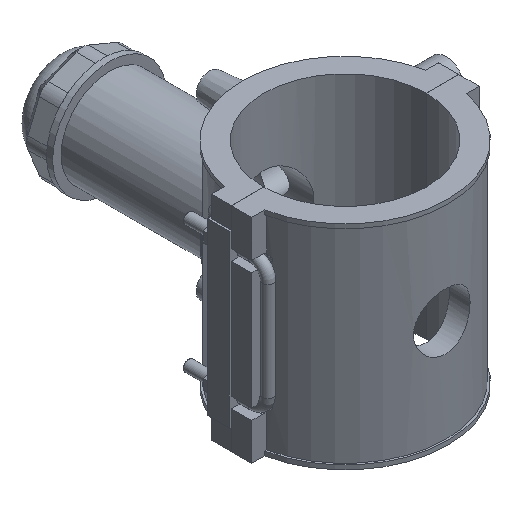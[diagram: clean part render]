
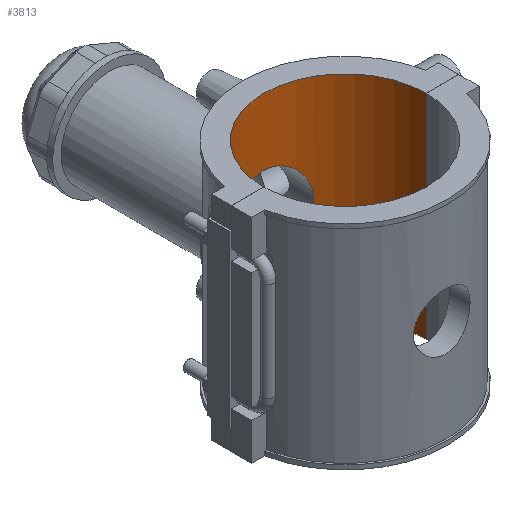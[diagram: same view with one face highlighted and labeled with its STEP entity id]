
A CAD part, isometric view. The second image highlights one B-rep face of the part: STEP entity #3813.
In plain terms, the highlighted cylindrical face has radius 45 mm (diameter 90 mm), a partial arc.
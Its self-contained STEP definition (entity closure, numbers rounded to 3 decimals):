
#280=LINE('',#7615,#579);
#340=LINE('',#8031,#639);
#579=VECTOR('',#4867,118.);
#639=VECTOR('',#5083,118.);
#904=CIRCLE('',#4139,45.);
#905=CIRCLE('',#4141,45.);
#958=FACE_BOUND('',#1458,.T.);
#1181=FACE_OUTER_BOUND('',#1457,.T.);
#1457=EDGE_LOOP('',(#3527,#3528,#3529,#3530));
#1458=EDGE_LOOP('',(#3531));
#1460=B_SPLINE_CURVE_WITH_KNOTS('',3,(#5102,#5103,#5104,#5105,#5106,#5107,
#5108,#5109,#5110,#5111,#5112,#5113,#5114,#5115,#5116,#5117,#5118,#5119,
#5120,#5121,#5122,#5123,#5124,#5125,#5126,#5127,#5128,#5129,#5130,#5131,
#5132,#5133,#5134,#5135,#5136,#5137,#5138,#5139,#5140,#5141,#5142,#5143,
#5144,#5145,#5146,#5147,#5148,#5149,#5150,#5151,#5152,#5153,#5154,#5155,
#5156,#5157,#5158,#5159,#5160,#5161,#5162,#5163,#5164,#5165,#5166,#5167),
 .UNSPECIFIED.,.T.,.F.,(4,2,2,2,2,2,2,2,2,2,2,2,2,2,2,2,2,2,2,2,2,2,2,2,
2,2,2,2,2,2,2,2,4),(0.,0.424,0.848,1.272,
1.696,2.119,2.541,2.964,3.387,
3.81,4.233,4.656,5.079,5.503,
5.927,6.351,6.774,7.198,7.622,
8.046,8.47,8.893,9.316,9.739,
10.162,10.585,11.007,11.43,11.853,
12.277,12.701,13.125,13.549),
 .UNSPECIFIED.);
#1569=VERTEX_POINT('',#5101);
#1859=VERTEX_POINT('',#7612);
#1860=VERTEX_POINT('',#7614);
#1917=VERTEX_POINT('',#8028);
#1918=VERTEX_POINT('',#8030);
#1920=EDGE_CURVE('',#1569,#1569,#1460,.T.);
#2344=EDGE_CURVE('',#1860,#1859,#280,.T.);
#2446=EDGE_CURVE('',#1918,#1917,#340,.T.);
#2449=EDGE_CURVE('',#1860,#1917,#904,.T.);
#2450=EDGE_CURVE('',#1918,#1859,#905,.T.);
#3527=ORIENTED_EDGE('',*,*,#2446,.T.);
#3528=ORIENTED_EDGE('',*,*,#2449,.F.);
#3529=ORIENTED_EDGE('',*,*,#2344,.T.);
#3530=ORIENTED_EDGE('',*,*,#2450,.F.);
#3531=ORIENTED_EDGE('',*,*,#1920,.T.);
#3590=CYLINDRICAL_SURFACE('',#4142,45.);
#3813=ADVANCED_FACE('',(#1181,#958),#3590,.F.);
#4139=AXIS2_PLACEMENT_3D('',#8036,#5088,#5089);
#4141=AXIS2_PLACEMENT_3D('',#8038,#5092,#5093);
#4142=AXIS2_PLACEMENT_3D('',#8040,#5095,#5096);
#4867=DIRECTION('',(0.,0.,-1.));
#5083=DIRECTION('',(0.,0.,1.));
#5088=DIRECTION('center_axis',(0.,0.,-1.));
#5089=DIRECTION('ref_axis',(-1.,0.,0.));
#5092=DIRECTION('center_axis',(0.,0.,1.));
#5093=DIRECTION('ref_axis',(-1.,0.,0.));
#5095=DIRECTION('center_axis',(0.,0.,1.));
#5096=DIRECTION('ref_axis',(-1.,0.,0.));
#5101=CARTESIAN_POINT('',(-22.05,39.228,0.));
#5102=CARTESIAN_POINT('Ctrl Pts',(-22.05,39.228,0.));
#5103=CARTESIAN_POINT('Ctrl Pts',(-22.05,39.228,1.413));
#5104=CARTESIAN_POINT('Ctrl Pts',(-21.912,39.306,2.865));
#5105=CARTESIAN_POINT('Ctrl Pts',(-21.342,39.619,5.734));
#5106=CARTESIAN_POINT('Ctrl Pts',(-20.909,39.852,7.152));
#5107=CARTESIAN_POINT('Ctrl Pts',(-19.778,40.426,9.859));
#5108=CARTESIAN_POINT('Ctrl Pts',(-19.078,40.765,11.15));
#5109=CARTESIAN_POINT('Ctrl Pts',(-17.468,41.481,13.533));
#5110=CARTESIAN_POINT('Ctrl Pts',(-16.558,41.855,14.625));
#5111=CARTESIAN_POINT('Ctrl Pts',(-14.627,42.569,16.556));
#5112=CARTESIAN_POINT('Ctrl Pts',(-13.536,42.934,17.465));
#5113=CARTESIAN_POINT('Ctrl Pts',(-11.153,43.614,19.076));
#5114=CARTESIAN_POINT('Ctrl Pts',(-9.86,43.928,19.777));
#5115=CARTESIAN_POINT('Ctrl Pts',(-7.15,44.45,20.91));
#5116=CARTESIAN_POINT('Ctrl Pts',(-5.73,44.657,21.343));
#5117=CARTESIAN_POINT('Ctrl Pts',(-2.86,44.932,21.913));
#5118=CARTESIAN_POINT('Ctrl Pts',(-1.41,45.,22.05));
#5119=CARTESIAN_POINT('Ctrl Pts',(1.41,45.,22.05));
#5120=CARTESIAN_POINT('Ctrl Pts',(2.86,44.932,21.913));
#5121=CARTESIAN_POINT('Ctrl Pts',(5.73,44.657,21.343));
#5122=CARTESIAN_POINT('Ctrl Pts',(7.15,44.45,20.91));
#5123=CARTESIAN_POINT('Ctrl Pts',(9.86,43.928,19.777));
#5124=CARTESIAN_POINT('Ctrl Pts',(11.153,43.614,19.076));
#5125=CARTESIAN_POINT('Ctrl Pts',(13.536,42.934,17.465));
#5126=CARTESIAN_POINT('Ctrl Pts',(14.627,42.569,16.556));
#5127=CARTESIAN_POINT('Ctrl Pts',(16.558,41.855,14.625));
#5128=CARTESIAN_POINT('Ctrl Pts',(17.468,41.481,13.533));
#5129=CARTESIAN_POINT('Ctrl Pts',(19.078,40.765,11.15));
#5130=CARTESIAN_POINT('Ctrl Pts',(19.778,40.426,9.859));
#5131=CARTESIAN_POINT('Ctrl Pts',(20.909,39.852,7.152));
#5132=CARTESIAN_POINT('Ctrl Pts',(21.342,39.619,5.734));
#5133=CARTESIAN_POINT('Ctrl Pts',(21.912,39.306,2.865));
#5134=CARTESIAN_POINT('Ctrl Pts',(22.05,39.228,1.413));
#5135=CARTESIAN_POINT('Ctrl Pts',(22.05,39.228,-1.413));
#5136=CARTESIAN_POINT('Ctrl Pts',(21.912,39.306,-2.865));
#5137=CARTESIAN_POINT('Ctrl Pts',(21.342,39.619,-5.734));
#5138=CARTESIAN_POINT('Ctrl Pts',(20.909,39.852,-7.152));
#5139=CARTESIAN_POINT('Ctrl Pts',(19.778,40.426,-9.859));
#5140=CARTESIAN_POINT('Ctrl Pts',(19.078,40.765,-11.15));
#5141=CARTESIAN_POINT('Ctrl Pts',(17.468,41.481,-13.533));
#5142=CARTESIAN_POINT('Ctrl Pts',(16.558,41.855,-14.625));
#5143=CARTESIAN_POINT('Ctrl Pts',(14.627,42.569,-16.556));
#5144=CARTESIAN_POINT('Ctrl Pts',(13.536,42.934,-17.465));
#5145=CARTESIAN_POINT('Ctrl Pts',(11.153,43.614,-19.076));
#5146=CARTESIAN_POINT('Ctrl Pts',(9.86,43.928,-19.777));
#5147=CARTESIAN_POINT('Ctrl Pts',(7.15,44.45,-20.91));
#5148=CARTESIAN_POINT('Ctrl Pts',(5.73,44.657,-21.343));
#5149=CARTESIAN_POINT('Ctrl Pts',(2.86,44.932,-21.913));
#5150=CARTESIAN_POINT('Ctrl Pts',(1.41,45.,-22.05));
#5151=CARTESIAN_POINT('Ctrl Pts',(-1.41,45.,-22.05));
#5152=CARTESIAN_POINT('Ctrl Pts',(-2.86,44.932,-21.913));
#5153=CARTESIAN_POINT('Ctrl Pts',(-5.73,44.657,-21.343));
#5154=CARTESIAN_POINT('Ctrl Pts',(-7.15,44.45,-20.91));
#5155=CARTESIAN_POINT('Ctrl Pts',(-9.86,43.928,-19.777));
#5156=CARTESIAN_POINT('Ctrl Pts',(-11.153,43.614,-19.076));
#5157=CARTESIAN_POINT('Ctrl Pts',(-13.536,42.934,-17.465));
#5158=CARTESIAN_POINT('Ctrl Pts',(-14.627,42.569,-16.556));
#5159=CARTESIAN_POINT('Ctrl Pts',(-16.558,41.855,-14.625));
#5160=CARTESIAN_POINT('Ctrl Pts',(-17.468,41.481,-13.533));
#5161=CARTESIAN_POINT('Ctrl Pts',(-19.078,40.765,-11.15));
#5162=CARTESIAN_POINT('Ctrl Pts',(-19.778,40.426,-9.859));
#5163=CARTESIAN_POINT('Ctrl Pts',(-20.909,39.852,-7.152));
#5164=CARTESIAN_POINT('Ctrl Pts',(-21.342,39.619,-5.734));
#5165=CARTESIAN_POINT('Ctrl Pts',(-21.912,39.306,-2.865));
#5166=CARTESIAN_POINT('Ctrl Pts',(-22.05,39.228,-1.413));
#5167=CARTESIAN_POINT('Ctrl Pts',(-22.05,39.228,0.));
#7612=CARTESIAN_POINT('',(-45.,0.05,-59.));
#7614=CARTESIAN_POINT('',(-45.,0.05,59.));
#7615=CARTESIAN_POINT('',(-45.,0.05,0.));
#8028=CARTESIAN_POINT('',(45.,0.05,59.));
#8030=CARTESIAN_POINT('',(45.,0.05,-59.));
#8031=CARTESIAN_POINT('',(45.,0.05,0.));
#8036=CARTESIAN_POINT('Origin',(0.,0.,59.));
#8038=CARTESIAN_POINT('Origin',(0.,0.,-59.));
#8040=CARTESIAN_POINT('Origin',(0.,0.,0.));
